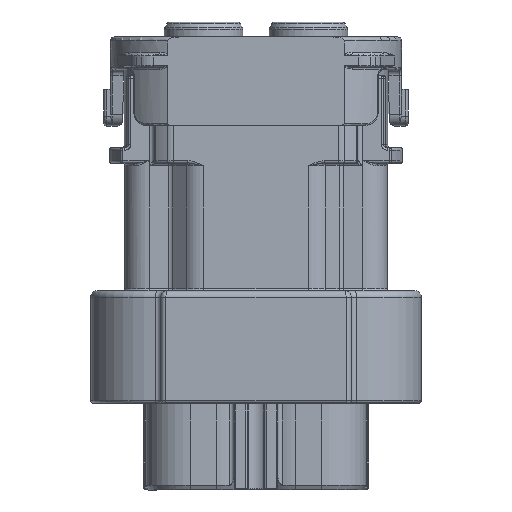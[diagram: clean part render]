
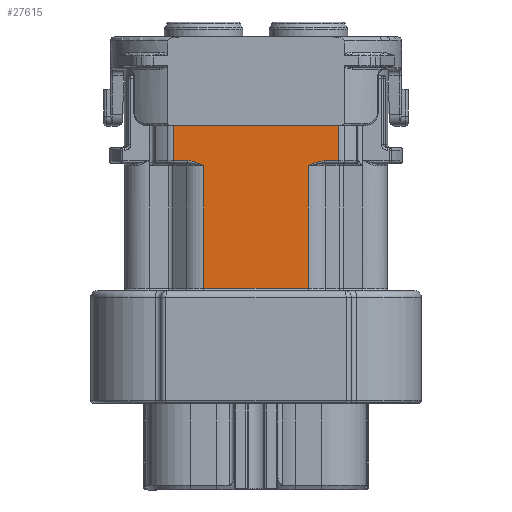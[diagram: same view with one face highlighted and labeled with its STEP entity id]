
A CAD part, front view. The second image highlights one B-rep face of the part: STEP entity #27615.
In plain terms, the highlighted planar face has unit normal (0, -1, 0).
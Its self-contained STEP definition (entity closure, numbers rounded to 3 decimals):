
#25349=B_SPLINE_CURVE_WITH_KNOTS('',3,(#104866,#104867,#104868,#104869,
#104870,#104871,#104872,#104873,#104874,#104875),.UNSPECIFIED.,.F.,.F.,
(4,3,3,4),(0.,0.399,0.994,1.),.UNSPECIFIED.);
#25350=B_SPLINE_CURVE_WITH_KNOTS('',3,(#104900,#104901,#104902,#104903,
#104904,#104905,#104906,#104907,#104908,#104909),.UNSPECIFIED.,.F.,.F.,
(4,3,3,4),(0.,0.006,0.601,1.),.UNSPECIFIED.);
#27615=ADVANCED_FACE('',(#31646),#29524,.F.);
#29524=PLANE('',#72400);
#31646=FACE_OUTER_BOUND('',#34628,.T.);
#34628=EDGE_LOOP('',(#44270,#44271,#44272,#44273,#44274,#44275,#44276,#44277,
#44278,#44279));
#44270=ORIENTED_EDGE('',*,*,#59084,.T.);
#44271=ORIENTED_EDGE('',*,*,#58910,.T.);
#44272=ORIENTED_EDGE('',*,*,#58908,.T.);
#44273=ORIENTED_EDGE('',*,*,#58907,.T.);
#44274=ORIENTED_EDGE('',*,*,#58906,.T.);
#44275=ORIENTED_EDGE('',*,*,#58905,.T.);
#44276=ORIENTED_EDGE('',*,*,#58904,.T.);
#44277=ORIENTED_EDGE('',*,*,#58903,.T.);
#44278=ORIENTED_EDGE('',*,*,#59073,.T.);
#44279=ORIENTED_EDGE('',*,*,#59090,.T.);
#52751=VERTEX_POINT('',#104098);
#52753=VERTEX_POINT('',#104105);
#52755=VERTEX_POINT('',#104112);
#52756=VERTEX_POINT('',#104118);
#52913=VERTEX_POINT('',#104854);
#52914=VERTEX_POINT('',#104865);
#52915=VERTEX_POINT('',#104897);
#52916=VERTEX_POINT('',#104910);
#53021=VERTEX_POINT('',#105392);
#53026=VERTEX_POINT('',#105411);
#58903=EDGE_CURVE('',#52913,#52914,#25349,.T.);
#58904=EDGE_CURVE('',#52751,#52913,#64122,.T.);
#58905=EDGE_CURVE('',#52753,#52751,#64123,.T.);
#58906=EDGE_CURVE('',#52755,#52753,#64124,.T.);
#58907=EDGE_CURVE('',#52756,#52755,#64125,.T.);
#58908=EDGE_CURVE('',#52915,#52756,#64126,.T.);
#58910=EDGE_CURVE('',#52916,#52915,#25350,.T.);
#59073=EDGE_CURVE('',#52914,#53021,#64207,.T.);
#59084=EDGE_CURVE('',#53026,#52916,#64215,.T.);
#59090=EDGE_CURVE('',#53021,#53026,#64220,.T.);
#64122=LINE('',#104888,#67833);
#64123=LINE('',#104890,#67834);
#64124=LINE('',#104892,#67835);
#64125=LINE('',#104894,#67836);
#64126=LINE('',#104896,#67837);
#64207=LINE('',#105393,#67918);
#64215=LINE('',#105414,#67926);
#64220=LINE('',#105426,#67931);
#67833=VECTOR('',#82256,1.);
#67834=VECTOR('',#82259,1.);
#67835=VECTOR('',#82262,1.);
#67836=VECTOR('',#82265,1.);
#67837=VECTOR('',#82268,1.);
#67918=VECTOR('',#82597,1.);
#67926=VECTOR('',#82619,1.);
#67931=VECTOR('',#82634,1.);
#72400=AXIS2_PLACEMENT_3D('',#105427,#82635,#82636);
#82256=DIRECTION('',(1.,0.,0.));
#82259=DIRECTION('',(0.,0.,-1.));
#82262=DIRECTION('',(-1.,0.,0.));
#82265=DIRECTION('',(0.,0.,1.));
#82268=DIRECTION('',(1.,0.,0.));
#82597=DIRECTION('',(0.,0.,-1.));
#82619=DIRECTION('',(0.,0.,1.));
#82634=DIRECTION('',(1.,0.,0.));
#82635=DIRECTION('',(0.,1.,0.));
#82636=DIRECTION('',(-1.,0.,0.));
#104098=CARTESIAN_POINT('',(-6.292,-11.5,10.07));
#104105=CARTESIAN_POINT('',(-6.292,-11.5,18.));
#104112=CARTESIAN_POINT('',(6.292,-11.5,18.));
#104118=CARTESIAN_POINT('',(6.292,-11.5,10.07));
#104854=CARTESIAN_POINT('',(-5.19,-11.5,10.07));
#104865=CARTESIAN_POINT('',(-3.974,-11.5,9.67));
#104866=CARTESIAN_POINT('',(-5.19,-11.5,10.07));
#104867=CARTESIAN_POINT('',(-5.019,-11.5,10.07));
#104868=CARTESIAN_POINT('',(-4.848,-11.5,10.032));
#104869=CARTESIAN_POINT('',(-4.685,-11.5,9.98));
#104870=CARTESIAN_POINT('',(-4.442,-11.5,9.901));
#104871=CARTESIAN_POINT('',(-4.211,-11.5,9.787));
#104872=CARTESIAN_POINT('',(-3.981,-11.5,9.674));
#104873=CARTESIAN_POINT('',(-3.979,-11.5,9.672));
#104874=CARTESIAN_POINT('',(-3.976,-11.5,9.671));
#104875=CARTESIAN_POINT('',(-3.974,-11.5,9.67));
#104888=CARTESIAN_POINT('',(-3.867,-11.5,10.07));
#104890=CARTESIAN_POINT('',(-6.292,-11.5,9.87));
#104892=CARTESIAN_POINT('',(0.25,-11.5,18.));
#104894=CARTESIAN_POINT('',(6.292,-11.5,18.1));
#104896=CARTESIAN_POINT('',(0.25,-11.5,10.07));
#104897=CARTESIAN_POINT('',(5.19,-11.5,10.07));
#104900=CARTESIAN_POINT('',(3.974,-11.5,9.67));
#104901=CARTESIAN_POINT('',(3.976,-11.5,9.671));
#104902=CARTESIAN_POINT('',(3.979,-11.5,9.672));
#104903=CARTESIAN_POINT('',(3.981,-11.5,9.674));
#104904=CARTESIAN_POINT('',(4.211,-11.5,9.787));
#104905=CARTESIAN_POINT('',(4.442,-11.5,9.901));
#104906=CARTESIAN_POINT('',(4.685,-11.5,9.98));
#104907=CARTESIAN_POINT('',(4.848,-11.5,10.032));
#104908=CARTESIAN_POINT('',(5.019,-11.5,10.07));
#104909=CARTESIAN_POINT('',(5.19,-11.5,10.07));
#104910=CARTESIAN_POINT('',(3.974,-11.5,9.67));
#105392=CARTESIAN_POINT('',(-3.974,-11.5,0.35));
#105393=CARTESIAN_POINT('',(-3.974,-11.5,0.15));
#105411=CARTESIAN_POINT('',(3.974,-11.5,0.35));
#105414=CARTESIAN_POINT('',(3.974,-11.5,9.87));
#105426=CARTESIAN_POINT('',(3.974,-11.5,0.35));
#105427=CARTESIAN_POINT('',(0.25,-11.5,-42.597));
